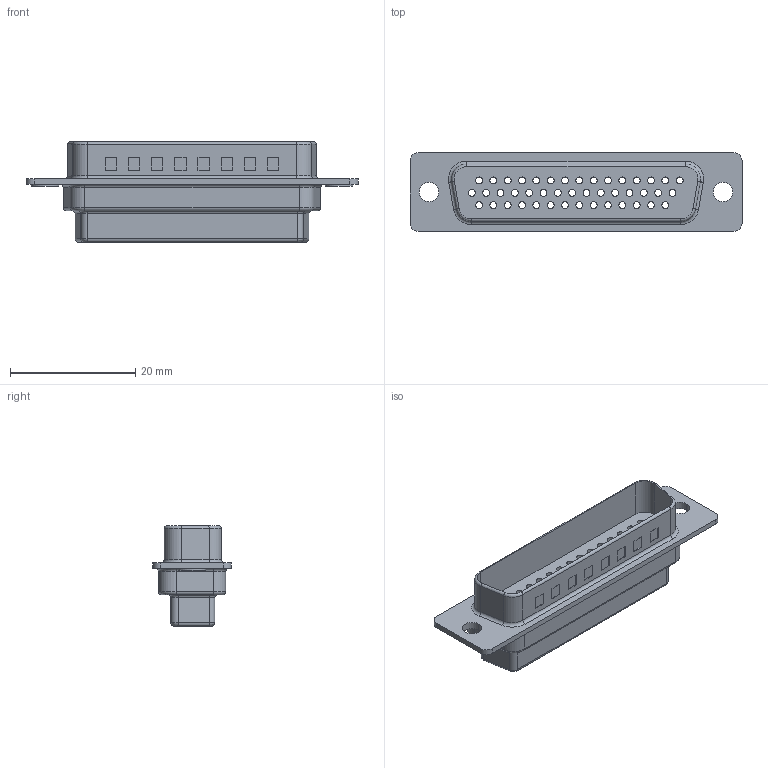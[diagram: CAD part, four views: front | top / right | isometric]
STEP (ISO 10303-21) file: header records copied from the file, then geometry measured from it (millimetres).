
FILE_DESCRIPTION((''),'2;1');
FILE_NAME('D-SUB-044-MC','2019-06-17T',('lishuang.ye'),(''),'PRO/ENGINEER BY PARAMETRIC TECHNOLOGY CORPORATION, 2014320','PRO/ENGINEER BY PARAMETRIC TECHNOLOGY CORPORATION, 2014320','');
FILE_SCHEMA(('CONFIG_CONTROL_DESIGN','SHAPE_APPEARANCE_LAYERS_GROUPS'));
Length unit declared in the file: millimetre
Products named in the file (1): D-SUB-044-MC
Bounding box: 53.05 x 12.55 x 16 mm (x, y, z)
Volume: 2758.4 mm3; surface area: 5512 mm2
Topology: 1 solids, 1 shells, 535 faces, 1219 edges, 795 vertices
Faces by surface type: cylinder 316, plane 195, torus 20, bspline 4
Entity records: 19229 total; most frequent: DIRECTION 2936, CARTESIAN_POINT 2609, ORIENTED_EDGE 2438, PRESENTATION_STYLE_ASSIGNMENT 1220, STYLED_ITEM 1220, CURVE_STYLE 1219, EDGE_CURVE 1219, AXIS2_PLACEMENT_3D 1186
